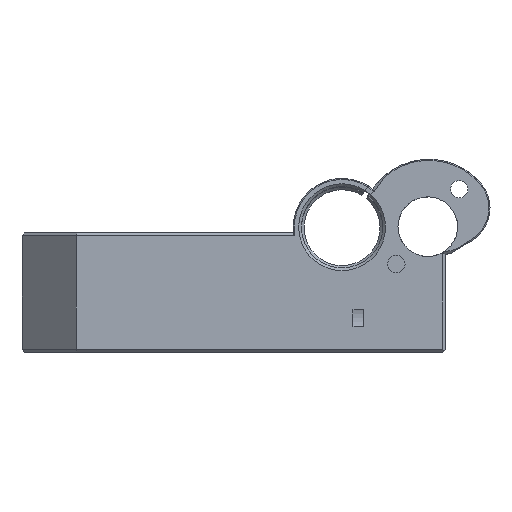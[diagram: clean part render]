
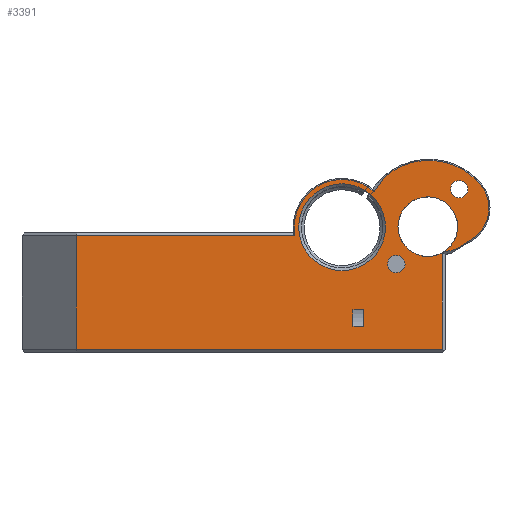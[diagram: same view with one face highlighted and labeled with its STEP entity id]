
A CAD part, top view. The second image highlights one B-rep face of the part: STEP entity #3391.
In plain terms, the highlighted planar face has unit normal (0, 0, 1).
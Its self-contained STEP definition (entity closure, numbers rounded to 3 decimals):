
#94=FACE_BOUND('',#484,.T.);
#95=FACE_BOUND('',#485,.T.);
#96=FACE_BOUND('',#486,.T.);
#97=FACE_BOUND('',#487,.T.);
#136=CIRCLE('',#3598,12.33);
#137=CIRCLE('',#3600,6.8);
#140=CIRCLE('',#3608,8.8);
#150=CIRCLE('',#3634,5.5);
#151=CIRCLE('',#3636,5.5);
#154=CIRCLE('',#3647,8.);
#155=CIRCLE('',#3648,1.6);
#156=CIRCLE('',#3649,1.6);
#282=FACE_OUTER_BOUND('',#483,.T.);
#483=EDGE_LOOP('',(#2651,#2652,#2653,#2654,#2655,#2656,#2657,#2658,#2659,
#2660,#2661,#2662,#2663,#2664));
#484=EDGE_LOOP('',(#2665));
#485=EDGE_LOOP('',(#2666));
#486=EDGE_LOOP('',(#2667,#2668,#2669,#2670));
#487=EDGE_LOOP('',(#2671));
#673=LINE('',#4911,#1059);
#676=LINE('',#4916,#1062);
#781=LINE('',#5187,#1167);
#782=LINE('',#5190,#1168);
#786=LINE('',#5200,#1172);
#789=LINE('',#5217,#1175);
#827=LINE('',#5345,#1213);
#833=LINE('',#5358,#1219);
#837=LINE('',#5368,#1223);
#838=LINE('',#5371,#1224);
#839=LINE('',#5372,#1225);
#840=LINE('',#5378,#1226);
#841=LINE('',#5379,#1227);
#1059=VECTOR('',#3935,10.);
#1062=VECTOR('',#3940,10.);
#1167=VECTOR('',#4159,10.);
#1168=VECTOR('',#4162,10.);
#1172=VECTOR('',#4170,10.);
#1175=VECTOR('',#4183,10.);
#1213=VECTOR('',#4285,10.);
#1219=VECTOR('',#4297,10.);
#1223=VECTOR('',#4303,10.);
#1224=VECTOR('',#4306,10.);
#1225=VECTOR('',#4307,10.);
#1226=VECTOR('',#4312,10.);
#1227=VECTOR('',#4313,10.);
#1430=VERTEX_POINT('',#4908);
#1431=VERTEX_POINT('',#4910);
#1432=VERTEX_POINT('',#4914);
#1523=VERTEX_POINT('',#5173);
#1524=VERTEX_POINT('',#5177);
#1525=VERTEX_POINT('',#5181);
#1526=VERTEX_POINT('',#5185);
#1527=VERTEX_POINT('',#5189);
#1530=VERTEX_POINT('',#5197);
#1531=VERTEX_POINT('',#5199);
#1535=VERTEX_POINT('',#5209);
#1536=VERTEX_POINT('',#5216);
#1566=VERTEX_POINT('',#5322);
#1569=VERTEX_POINT('',#5330);
#1574=VERTEX_POINT('',#5344);
#1578=VERTEX_POINT('',#5357);
#1581=VERTEX_POINT('',#5370);
#1582=VERTEX_POINT('',#5373);
#1583=VERTEX_POINT('',#5375);
#1584=VERTEX_POINT('',#5377);
#1585=VERTEX_POINT('',#5380);
#1761=EDGE_CURVE('',#1430,#1431,#673,.T.);
#1764=EDGE_CURVE('',#1432,#1430,#676,.T.);
#1890=EDGE_CURVE('',#1523,#1524,#136,.T.);
#1892=EDGE_CURVE('',#1524,#1525,#137,.T.);
#1895=EDGE_CURVE('',#1525,#1526,#781,.T.);
#1896=EDGE_CURVE('',#1526,#1527,#782,.T.);
#1901=EDGE_CURVE('',#1530,#1531,#786,.T.);
#1906=EDGE_CURVE('',#1531,#1535,#140,.T.);
#1908=EDGE_CURVE('',#1535,#1536,#789,.T.);
#1956=EDGE_CURVE('',#1527,#1566,#150,.T.);
#1961=EDGE_CURVE('',#1566,#1569,#151,.T.);
#1968=EDGE_CURVE('',#1569,#1574,#827,.T.);
#1974=EDGE_CURVE('',#1574,#1578,#833,.T.);
#1979=EDGE_CURVE('',#1536,#1523,#837,.T.);
#1980=EDGE_CURVE('',#1581,#1530,#838,.T.);
#1981=EDGE_CURVE('',#1578,#1581,#839,.T.);
#1982=EDGE_CURVE('',#1582,#1582,#154,.T.);
#1983=EDGE_CURVE('',#1583,#1583,#155,.T.);
#1984=EDGE_CURVE('',#1432,#1584,#840,.T.);
#1985=EDGE_CURVE('',#1431,#1584,#841,.T.);
#1986=EDGE_CURVE('',#1585,#1585,#156,.T.);
#2651=ORIENTED_EDGE('',*,*,#1890,.F.);
#2652=ORIENTED_EDGE('',*,*,#1979,.F.);
#2653=ORIENTED_EDGE('',*,*,#1908,.F.);
#2654=ORIENTED_EDGE('',*,*,#1906,.F.);
#2655=ORIENTED_EDGE('',*,*,#1901,.F.);
#2656=ORIENTED_EDGE('',*,*,#1980,.F.);
#2657=ORIENTED_EDGE('',*,*,#1981,.F.);
#2658=ORIENTED_EDGE('',*,*,#1974,.F.);
#2659=ORIENTED_EDGE('',*,*,#1968,.F.);
#2660=ORIENTED_EDGE('',*,*,#1961,.F.);
#2661=ORIENTED_EDGE('',*,*,#1956,.F.);
#2662=ORIENTED_EDGE('',*,*,#1896,.F.);
#2663=ORIENTED_EDGE('',*,*,#1895,.F.);
#2664=ORIENTED_EDGE('',*,*,#1892,.F.);
#2665=ORIENTED_EDGE('',*,*,#1982,.F.);
#2666=ORIENTED_EDGE('',*,*,#1983,.F.);
#2667=ORIENTED_EDGE('',*,*,#1764,.F.);
#2668=ORIENTED_EDGE('',*,*,#1984,.T.);
#2669=ORIENTED_EDGE('',*,*,#1985,.F.);
#2670=ORIENTED_EDGE('',*,*,#1761,.F.);
#2671=ORIENTED_EDGE('',*,*,#1986,.F.);
#3231=PLANE('',#3646);
#3391=ADVANCED_FACE('',(#282,#94,#95,#96,#97),#3231,.F.);
#3598=AXIS2_PLACEMENT_3D('',#5178,#4148,#4149);
#3600=AXIS2_PLACEMENT_3D('',#5182,#4153,#4154);
#3608=AXIS2_PLACEMENT_3D('',#5210,#4179,#4180);
#3634=AXIS2_PLACEMENT_3D('',#5323,#4263,#4264);
#3636=AXIS2_PLACEMENT_3D('',#5331,#4270,#4271);
#3646=AXIS2_PLACEMENT_3D('',#5369,#4304,#4305);
#3647=AXIS2_PLACEMENT_3D('',#5374,#4308,#4309);
#3648=AXIS2_PLACEMENT_3D('',#5376,#4310,#4311);
#3649=AXIS2_PLACEMENT_3D('',#5381,#4314,#4315);
#3935=DIRECTION('',(0.,-1.,0.));
#3940=DIRECTION('',(-1.,0.,0.));
#4148=DIRECTION('center_axis',(0.,0.,
-1.));
#4149=DIRECTION('ref_axis',(1.,0.,0.));
#4153=DIRECTION('center_axis',(0.,0.,
-1.));
#4154=DIRECTION('ref_axis',(0.987,-0.162,0.));
#4159=DIRECTION('',(-0.849,-0.528,0.));
#4162=DIRECTION('',(-0.979,-0.203,0.));
#4170=DIRECTION('',(0.,1.,0.));
#4179=DIRECTION('center_axis',(0.,0.,
-1.));
#4180=DIRECTION('ref_axis',(-1.,0.,0.));
#4183=DIRECTION('',(0.813,-0.582,0.));
#4263=DIRECTION('center_axis',(0.,0.,
1.));
#4264=DIRECTION('ref_axis',(1.,0.,0.));
#4270=DIRECTION('center_axis',(0.,0.,
1.));
#4271=DIRECTION('ref_axis',(1.,0.,0.));
#4285=DIRECTION('',(0.,-1.,0.));
#4297=DIRECTION('',(-1.,0.,0.));
#4303=DIRECTION('',(0.582,0.813,0.));
#4304=DIRECTION('center_axis',(0.,0.,
-1.));
#4305=DIRECTION('ref_axis',(1.,0.,0.));
#4306=DIRECTION('',(1.,0.,0.));
#4307=DIRECTION('',(0.,1.,0.));
#4308=DIRECTION('center_axis',(0.,0.,
1.));
#4309=DIRECTION('ref_axis',(-1.,0.,0.));
#4310=DIRECTION('center_axis',(0.,0.,
1.));
#4311=DIRECTION('ref_axis',(1.,0.,0.));
#4312=DIRECTION('',(0.,-1.,0.));
#4313=DIRECTION('',(1.,0.,0.));
#4314=DIRECTION('center_axis',(0.,0.,
1.));
#4315=DIRECTION('ref_axis',(1.,0.,0.));
#4908=CARTESIAN_POINT('',(20.,-0.75,55.));
#4910=CARTESIAN_POINT('',(20.,-3.75,55.));
#4911=CARTESIAN_POINT('',(20.,0.237,55.));
#4914=CARTESIAN_POINT('',(22.,-0.75,55.));
#4916=CARTESIAN_POINT('',(15.75,-0.75,55.));
#5173=CARTESIAN_POINT('',(25.802,23.71,55.));
#5177=CARTESIAN_POINT('',(43.516,22.34,55.));
#5178=CARTESIAN_POINT('Origin',(34.,14.5,55.));
#5181=CARTESIAN_POINT('',(41.856,12.24,55.));
#5182=CARTESIAN_POINT('Origin',(38.268,18.016,55.));
#5185=CARTESIAN_POINT('',(38.871,10.386,55.));
#5187=CARTESIAN_POINT('',(28.018,3.644,55.));
#5189=CARTESIAN_POINT('',(36.723,9.941,55.));
#5190=CARTESIAN_POINT('',(23.382,7.179,55.));
#5197=CARTESIAN_POINT('',(9.2,12.987,55.));
#5199=CARTESIAN_POINT('',(9.2,14.5,55.));
#5200=CARTESIAN_POINT('',(9.2,2.487,55.));
#5209=CARTESIAN_POINT('',(22.72,21.927,55.));
#5210=CARTESIAN_POINT('Origin',(18.,14.5,55.));
#5216=CARTESIAN_POINT('',(23.915,21.072,55.));
#5217=CARTESIAN_POINT('',(23.176,21.601,55.));
#5322=CARTESIAN_POINT('',(28.3,14.6,55.));
#5323=CARTESIAN_POINT('Origin',(33.8,14.6,55.));
#5330=CARTESIAN_POINT('',(36.5,9.808,55.));
#5331=CARTESIAN_POINT('Origin',(33.8,14.6,55.));
#5344=CARTESIAN_POINT('',(36.5,-8.013,55.));
#5345=CARTESIAN_POINT('',(36.5,2.487,55.));
#5357=CARTESIAN_POINT('',(-31.,-8.013,55.));
#5358=CARTESIAN_POINT('',(8.914,-8.013,55.));
#5368=CARTESIAN_POINT('',(16.315,10.447,55.));
#5369=CARTESIAN_POINT('Origin',(9.,2.487,55.));
#5370=CARTESIAN_POINT('',(-31.,12.987,55.));
#5371=CARTESIAN_POINT('',(9.,12.987,55.));
#5372=CARTESIAN_POINT('',(-31.,2.741,55.));
#5373=CARTESIAN_POINT('',(26.,14.5,55.));
#5374=CARTESIAN_POINT('Origin',(18.,14.5,55.));
#5375=CARTESIAN_POINT('',(37.988,21.51,55.));
#5376=CARTESIAN_POINT('Origin',(39.588,21.51,55.));
#5377=CARTESIAN_POINT('',(22.,-3.75,55.));
#5378=CARTESIAN_POINT('',(22.,-0.631,55.));
#5379=CARTESIAN_POINT('',(14.75,-3.75,55.));
#5380=CARTESIAN_POINT('',(26.4,7.7,55.));
#5381=CARTESIAN_POINT('Origin',(28.,7.7,55.));
